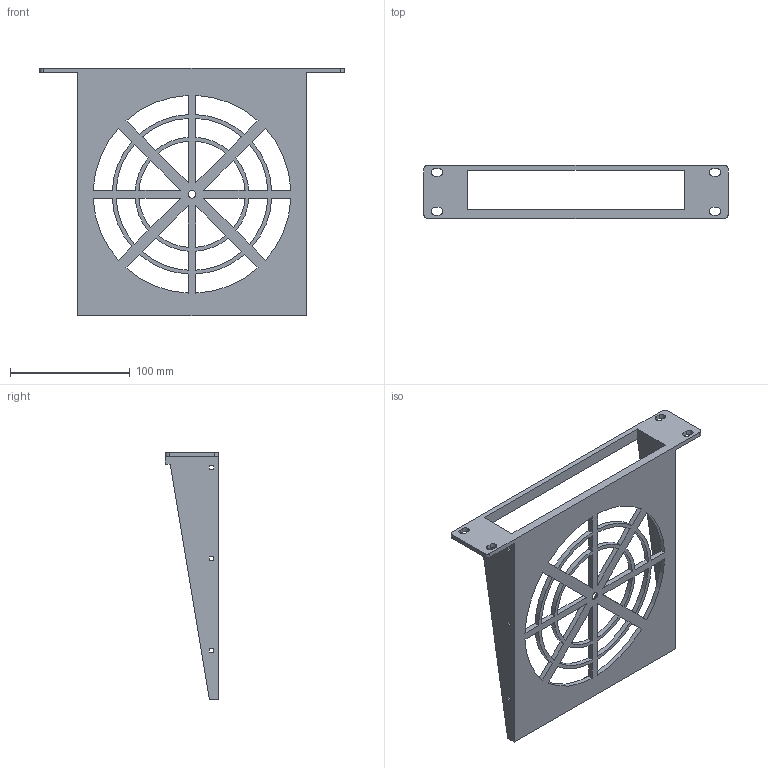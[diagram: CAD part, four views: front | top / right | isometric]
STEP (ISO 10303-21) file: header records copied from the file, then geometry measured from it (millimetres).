
FILE_DESCRIPTION(/* description */ ('STEP AP242','CAx-IF Rec.Pracs.---Representation and Presentation of Product Manufacturing Information (PMI)---4.0---2014-10-13','CAx-IF Rec.Pracs.---3D Tessellated Geometry---0.4---2014-09-14','2;1'),/* implementation_level */ '2;1');
FILE_NAME(/* name */ '6399075044ca0809d2c8d1ab',/* time_stamp */ '2022-12-13T23:14:25+00:00',/* author */ (''),/* organization */ (''),/* preprocessor_version */ 'ST-DEVELOPER v18.102',/* originating_system */ ' ',/* authorisation */ ' ');
FILE_SCHEMA (('AP242_MANAGED_MODEL_BASED_3D_ENGINEERING_MIM_LF { 1 0 10303 442 1 1 4 }'));
Length unit declared in the file: metre
Products named in the file (1): Part 1
Bounding box: 254 x 44.45 x 207.01 mm (x, y, z)
Volume: 170529.2 mm3; surface area: 95791 mm2
Topology: 1 solids, 1 shells, 181 faces, 555 edges, 369 vertices
Faces by surface type: plane 127, cylinder 53, cone 1
Full cylindrical faces by diameter (mm): 6.35 x1
Entity records: 6328 total; most frequent: ORIENTED_EDGE 1106, CARTESIAN_POINT 1104, DIRECTION 1024, EDGE_CURVE 553, LINE 446, VECTOR 446, VERTEX_POINT 369, AXIS2_PLACEMENT_3D 289
